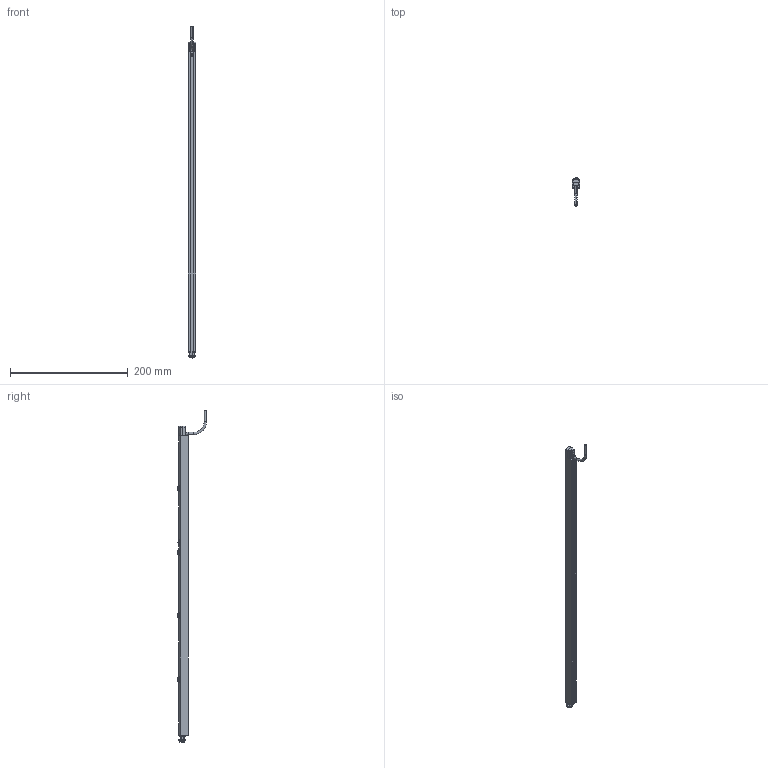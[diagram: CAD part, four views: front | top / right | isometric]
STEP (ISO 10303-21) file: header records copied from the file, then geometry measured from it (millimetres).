
FILE_DESCRIPTION((''),'2;1');
FILE_NAME('225564_ASM','2021-10-18T10:36:03',('PDMAdmin'),('BANNER ENGINEERING'),'CREO PARAMETRIC BY PTC INC, 2019292','CREO PARAMETRIC BY PTC INC, 2019292','');
FILE_SCHEMA(('CONFIG_CONTROL_DESIGN'));
Products named in the file (3): 225564_SM01; TTR_WEB_CABLE_SNUB; 225564_ASM
Assembly tree (2 placements, depth 2):
  225564_ASM
    225564_SM01
    TTR_WEB_CABLE_SNUB
Bounding box: 12 x 49.1 x 564.2 mm (x, y, z)
Volume: 85588.2 mm3; surface area: 39470.9 mm2
Topology: 2 solids, 2 shells, 977 faces, 2632 edges, 1617 vertices
Faces by surface type: bspline 350, plane 328, cylinder 178, cone 55, sphere 22, torus 18, revolution 16, extrusion 10
Entity records: 63179 total; most frequent: CARTESIAN_POINT 42129, ORIENTED_EDGE 5228, DIRECTION 3166, EDGE_CURVE 2614, VERTEX_POINT 1617, B_SPLINE_CURVE_WITH_KNOTS 1203, AXIS2_PLACEMENT_3D 1097, EDGE_LOOP 1005
